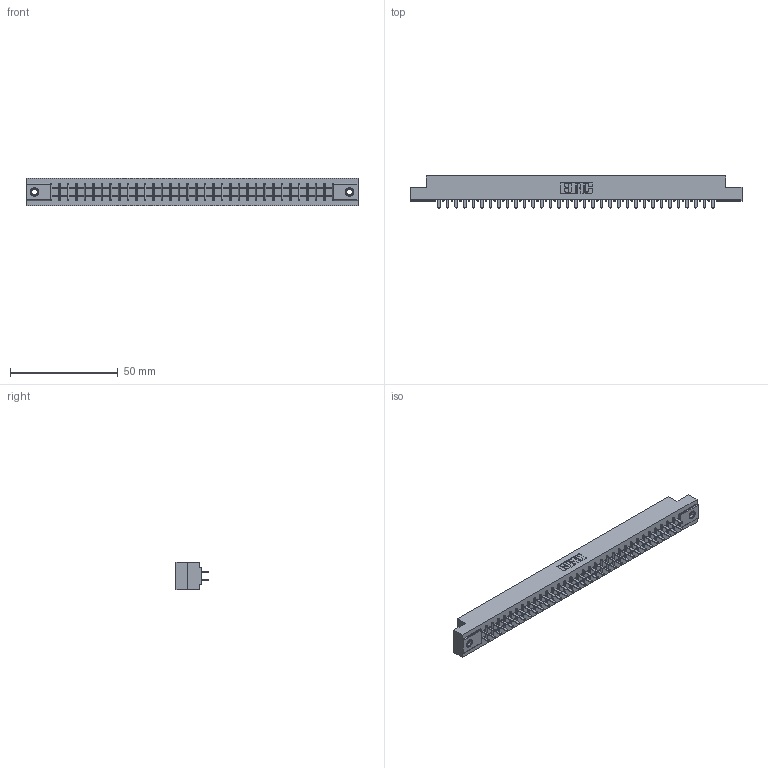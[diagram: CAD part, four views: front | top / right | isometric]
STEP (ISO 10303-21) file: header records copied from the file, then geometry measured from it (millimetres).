
FILE_DESCRIPTION (( 'STEP AP203' ), '1' );
FILE_NAME ('305-066-521-207.STEP', '2019-09-10T03:33:22', ( '' ), ( '' ), 'SwSTEP 2.0', 'SolidWorks 2016', '' );
FILE_SCHEMA (( 'CONFIG_CONTROL_DESIGN' ));
Length unit declared in the file: inch
Products named in the file (4): 305-290-001_521; 305 Part_.156 Dia; 305-066-521-207; 345-250-001_345-250-005-103
Assembly tree (69 placements, depth 2):
  305-066-521-207
    305 Part_.156 Dia
    305-290-001_521  x66
    345-250-001_345-250-005-103  x2
Bounding box: 153.77 x 14.86 x 12.7 mm (x, y, z)
Volume: 15908.5 mm3; surface area: 19763.1 mm2
Topology: 69 solids, 69 shells, 3212 faces, 9131 edges, 5902 vertices
Faces by surface type: plane 1882, cylinder 1182, sphere 132, cone 12, torus 4
Entity records: 37891 total; most frequent: CARTESIAN_POINT 6252, ORIENTED_EDGE 6198, DIRECTION 6065, EDGE_CURVE 3099, LINE 2495, VECTOR 2495, VERTEX_POINT 1972, AXIS2_PLACEMENT_3D 1785
